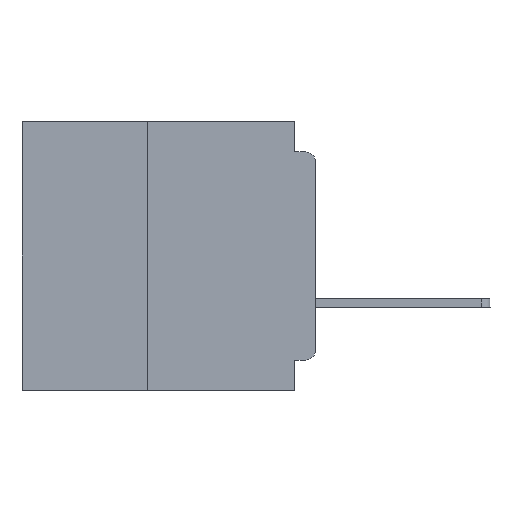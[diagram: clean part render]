
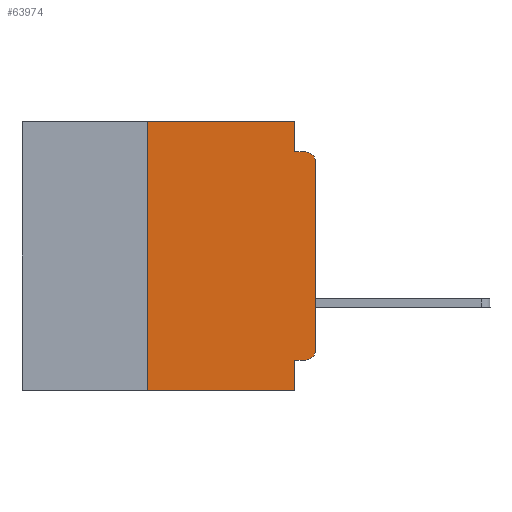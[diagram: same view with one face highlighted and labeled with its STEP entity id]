
A CAD part, left-side view. The second image highlights one B-rep face of the part: STEP entity #63974.
In plain terms, the highlighted planar face has unit normal (-1, 0, 0).
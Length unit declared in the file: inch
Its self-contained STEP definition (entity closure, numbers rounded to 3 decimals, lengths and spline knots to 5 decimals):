
#1398 = DIRECTION ( 'NONE',  ( 0., 0., -1. ) ) ;
#1536 = CARTESIAN_POINT ( 'NONE',  ( 0., 0., 0. ) ) ;
#2158 = CARTESIAN_POINT ( 'NONE',  ( 0., 0.015, -0.06 ) ) ;
#2499 = CARTESIAN_POINT ( 'NONE',  ( 0., 0.031, -0.355 ) ) ;
#2579 = CARTESIAN_POINT ( 'NONE',  ( 0., 0.25, 0. ) ) ;
#2893 = LINE ( 'NONE', #46699, #58215 ) ;
#3111 = CARTESIAN_POINT ( 'NONE',  ( 0., 0., -0.34 ) ) ;
#3695 = DIRECTION ( 'NONE',  ( 0., 0., -1. ) ) ;
#4341 = CARTESIAN_POINT ( 'NONE',  ( 0., 0.437, 0. ) ) ;
#4604 = LINE ( 'NONE', #4341, #32383 ) ;
#4618 = DIRECTION ( 'NONE',  ( -1., 0., 0. ) ) ;
#6553 = EDGE_CURVE ( 'NONE', #28516, #34419, #65781, .T. ) ;
#6858 = EDGE_LOOP ( 'NONE', ( #47891, #39511, #64792, #63730, #21757, #61290, #59961, #57901, #8384, #35575 ) ) ;
#7399 = DIRECTION ( 'NONE',  ( 0., 0., -1. ) ) ;
#8137 = VECTOR ( 'NONE', #12257, 39.37008 ) ;
#8384 = ORIENTED_EDGE ( 'NONE', *, *, #62358, .F. ) ;
#10488 = CARTESIAN_POINT ( 'NONE',  ( 0., 0.437, 0. ) ) ;
#12257 = DIRECTION ( 'NONE',  ( 0., 0., 1. ) ) ;
#13126 = CIRCLE ( 'NONE', #20437, 0.015 ) ;
#13637 = DIRECTION ( 'NONE',  ( 0., -1., 0. ) ) ;
#15570 = DIRECTION ( 'NONE',  ( 0., -1., 0. ) ) ;
#15672 = VECTOR ( 'NONE', #52785, 39.37008 ) ;
#15763 = DIRECTION ( 'NONE',  ( 1., 0., 0. ) ) ;
#16012 = AXIS2_PLACEMENT_3D ( 'NONE', #2158, #38608, #7399 ) ;
#16099 = VECTOR ( 'NONE', #13637, 39.37008 ) ;
#19997 = VERTEX_POINT ( 'NONE', #31217 ) ;
#20108 = DIRECTION ( 'NONE',  ( 0., -1., 0. ) ) ;
#20291 = VECTOR ( 'NONE', #1398, 39.37008 ) ;
#20437 = AXIS2_PLACEMENT_3D ( 'NONE', #35860, #4618, #41047 ) ;
#21757 = ORIENTED_EDGE ( 'NONE', *, *, #61768, .F. ) ;
#22886 = CARTESIAN_POINT ( 'NONE',  ( 0., 0.015, -0.355 ) ) ;
#24433 = EDGE_CURVE ( 'NONE', #31439, #38023, #13126, .T. ) ;
#26409 = VERTEX_POINT ( 'NONE', #59758 ) ;
#27575 = EDGE_CURVE ( 'NONE', #36094, #42259, #47915, .T. ) ;
#27928 = LINE ( 'NONE', #32169, #15672 ) ;
#28516 = VERTEX_POINT ( 'NONE', #33918 ) ;
#29251 = EDGE_CURVE ( 'NONE', #52489, #19997, #35508, .T. ) ;
#31217 = CARTESIAN_POINT ( 'NONE',  ( 0., 0.031, -0.4 ) ) ;
#31439 = VERTEX_POINT ( 'NONE', #22886 ) ;
#32169 = CARTESIAN_POINT ( 'NONE',  ( 0., 0., -0.355 ) ) ;
#32383 = VECTOR ( 'NONE', #20108, 39.37008 ) ;
#33488 = FACE_OUTER_BOUND ( 'NONE', #6858, .T. ) ;
#33918 = CARTESIAN_POINT ( 'NONE',  ( 0., 0.25, -0.4 ) ) ;
#34419 = VERTEX_POINT ( 'NONE', #2579 ) ;
#34567 = AXIS2_PLACEMENT_3D ( 'NONE', #10488, #15763, #52125 ) ;
#35138 = CARTESIAN_POINT ( 'NONE',  ( 0., 0., -0.06 ) ) ;
#35508 = LINE ( 'NONE', #60774, #61428 ) ;
#35575 = ORIENTED_EDGE ( 'NONE', *, *, #24433, .T. ) ;
#35860 = CARTESIAN_POINT ( 'NONE',  ( 0., 0.015, -0.34 ) ) ;
#36094 = VERTEX_POINT ( 'NONE', #59431 ) ;
#37871 = CARTESIAN_POINT ( 'NONE',  ( 0., 0.031, 0. ) ) ;
#38023 = VERTEX_POINT ( 'NONE', #3111 ) ;
#38252 = VECTOR ( 'NONE', #45794, 39.37008 ) ;
#38608 = DIRECTION ( 'NONE',  ( -1., 0., 0. ) ) ;
#39511 = ORIENTED_EDGE ( 'NONE', *, *, #58782, .T. ) ;
#40370 = CARTESIAN_POINT ( 'NONE',  ( 0., 0.25, -0.4 ) ) ;
#41047 = DIRECTION ( 'NONE',  ( 0., 0., -1. ) ) ;
#41691 = PLANE ( 'NONE',  #34567 ) ;
#42259 = VERTEX_POINT ( 'NONE', #52835 ) ;
#44770 = EDGE_CURVE ( 'NONE', #42259, #26409, #2893, .T. ) ;
#45378 = LINE ( 'NONE', #55218, #16099 ) ;
#45794 = DIRECTION ( 'NONE',  ( 0., 0., 1. ) ) ;
#46699 = CARTESIAN_POINT ( 'NONE',  ( 0., 0., -0.045 ) ) ;
#47891 = ORIENTED_EDGE ( 'NONE', *, *, #55004, .T. ) ;
#47915 = LINE ( 'NONE', #37871, #20291 ) ;
#49684 = LINE ( 'NONE', #1536, #8137 ) ;
#50117 = EDGE_CURVE ( 'NONE', #28516, #19997, #45378, .T. ) ;
#52125 = DIRECTION ( 'NONE',  ( 0., 0., -1. ) ) ;
#52489 = VERTEX_POINT ( 'NONE', #2499 ) ;
#52785 = DIRECTION ( 'NONE',  ( 0., 1., 0. ) ) ;
#52835 = CARTESIAN_POINT ( 'NONE',  ( 0., 0.031, -0.045 ) ) ;
#55004 = EDGE_CURVE ( 'NONE', #38023, #61710, #49684, .T. ) ;
#55218 = CARTESIAN_POINT ( 'NONE',  ( 0., 0.437, -0.4 ) ) ;
#57901 = ORIENTED_EDGE ( 'NONE', *, *, #29251, .F. ) ;
#58215 = VECTOR ( 'NONE', #15570, 39.37008 ) ;
#58782 = EDGE_CURVE ( 'NONE', #61710, #26409, #61083, .T. ) ;
#59431 = CARTESIAN_POINT ( 'NONE',  ( 0., 0.031, 0. ) ) ;
#59758 = CARTESIAN_POINT ( 'NONE',  ( 0., 0.015, -0.045 ) ) ;
#59961 = ORIENTED_EDGE ( 'NONE', *, *, #50117, .T. ) ;
#60774 = CARTESIAN_POINT ( 'NONE',  ( 0., 0.031, -0.4 ) ) ;
#61083 = CIRCLE ( 'NONE', #16012, 0.015 ) ;
#61290 = ORIENTED_EDGE ( 'NONE', *, *, #6553, .F. ) ;
#61428 = VECTOR ( 'NONE', #3695, 39.37008 ) ;
#61710 = VERTEX_POINT ( 'NONE', #35138 ) ;
#61768 = EDGE_CURVE ( 'NONE', #34419, #36094, #4604, .T. ) ;
#62358 = EDGE_CURVE ( 'NONE', #31439, #52489, #27928, .T. ) ;
#63730 = ORIENTED_EDGE ( 'NONE', *, *, #27575, .F. ) ;
#63974 = ADVANCED_FACE ( 'NONE', ( #33488 ), #41691, .F. ) ;
#64792 = ORIENTED_EDGE ( 'NONE', *, *, #44770, .F. ) ;
#65781 = LINE ( 'NONE', #40370, #38252 ) ;
